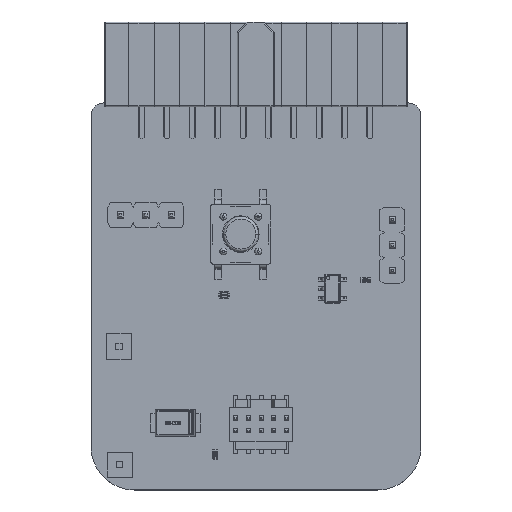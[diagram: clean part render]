
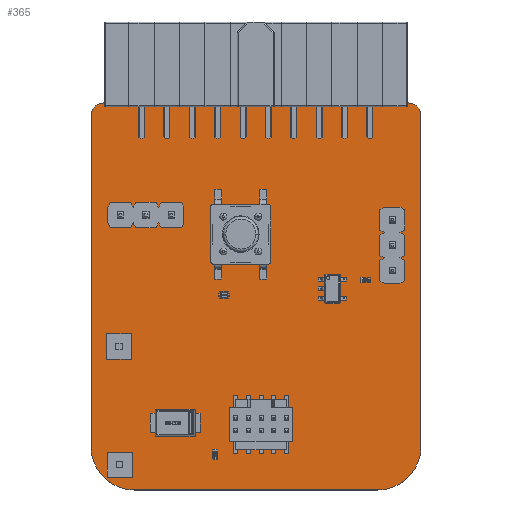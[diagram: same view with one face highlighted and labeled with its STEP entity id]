
A CAD part, top view. The second image highlights one B-rep face of the part: STEP entity #365.
In plain terms, the highlighted planar face has unit normal (0, 0, 1).
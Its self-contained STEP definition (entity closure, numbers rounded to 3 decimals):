
#100 = VERTEX_POINT('',#101);
#101 = CARTESIAN_POINT('',(0.,4.336,2.14));
#107 = EDGE_CURVE('',#100,#108,#110,.T.);
#108 = VERTEX_POINT('',#109);
#109 = CARTESIAN_POINT('',(0.,37.465,2.14));
#110 = LINE('',#111,#112);
#111 = CARTESIAN_POINT('',(0.,4.336,2.14));
#112 = VECTOR('',#113,1.);
#113 = DIRECTION('',(0.,1.,0.));
#138 = EDGE_CURVE('',#108,#139,#141,.T.);
#139 = VERTEX_POINT('',#140);
#140 = CARTESIAN_POINT('',(1.27,38.735,2.14));
#141 = CIRCLE('',#142,1.27);
#142 = AXIS2_PLACEMENT_3D('',#143,#144,#145);
#143 = CARTESIAN_POINT('',(1.27,37.465,2.14));
#144 = DIRECTION('',(0.,0.,-1.));
#145 = DIRECTION('',(-1.,0.,0.));
#171 = EDGE_CURVE('',#139,#172,#174,.T.);
#172 = VERTEX_POINT('',#173);
#173 = CARTESIAN_POINT('',(31.75,38.735,2.14));
#174 = LINE('',#175,#176);
#175 = CARTESIAN_POINT('',(1.27,38.735,2.14));
#176 = VECTOR('',#177,1.);
#177 = DIRECTION('',(1.,0.,0.));
#202 = EDGE_CURVE('',#172,#203,#205,.T.);
#203 = VERTEX_POINT('',#204);
#204 = CARTESIAN_POINT('',(33.02,37.465,2.14));
#205 = CIRCLE('',#206,1.27);
#206 = AXIS2_PLACEMENT_3D('',#207,#208,#209);
#207 = CARTESIAN_POINT('',(31.75,37.465,2.14));
#208 = DIRECTION('',(0.,0.,-1.));
#209 = DIRECTION('',(0.,1.,0.));
#235 = EDGE_CURVE('',#203,#236,#238,.T.);
#236 = VERTEX_POINT('',#237);
#237 = CARTESIAN_POINT('',(33.02,4.336,2.14));
#238 = LINE('',#239,#240);
#239 = CARTESIAN_POINT('',(33.02,37.465,2.14));
#240 = VECTOR('',#241,1.);
#241 = DIRECTION('',(0.,-1.,0.));
#266 = EDGE_CURVE('',#236,#267,#269,.T.);
#267 = VERTEX_POINT('',#268);
#268 = CARTESIAN_POINT('',(28.684,0.,2.14));
#269 = CIRCLE('',#270,4.336);
#270 = AXIS2_PLACEMENT_3D('',#271,#272,#273);
#271 = CARTESIAN_POINT('',(28.684,4.336,2.14));
#272 = DIRECTION('',(0.,0.,-1.));
#273 = DIRECTION('',(1.,0.,0.));
#299 = EDGE_CURVE('',#267,#300,#302,.T.);
#300 = VERTEX_POINT('',#301);
#301 = CARTESIAN_POINT('',(4.336,0.,2.14));
#302 = LINE('',#303,#304);
#303 = CARTESIAN_POINT('',(28.684,0.,2.14));
#304 = VECTOR('',#305,1.);
#305 = DIRECTION('',(-1.,0.,0.));
#330 = EDGE_CURVE('',#300,#100,#331,.T.);
#331 = CIRCLE('',#332,4.336);
#332 = AXIS2_PLACEMENT_3D('',#333,#334,#335);
#333 = CARTESIAN_POINT('',(4.336,4.336,2.14));
#334 = DIRECTION('',(0.,0.,-1.));
#335 = DIRECTION('',(0.,-1.,-0.));
#365 = ADVANCED_FACE('',(#366),#376,.F.);
#366 = FACE_BOUND('',#367,.F.);
#367 = EDGE_LOOP('',(#368,#369,#370,#371,#372,#373,#374,#375));
#368 = ORIENTED_EDGE('',*,*,#107,.T.);
#369 = ORIENTED_EDGE('',*,*,#138,.T.);
#370 = ORIENTED_EDGE('',*,*,#171,.T.);
#371 = ORIENTED_EDGE('',*,*,#202,.T.);
#372 = ORIENTED_EDGE('',*,*,#235,.T.);
#373 = ORIENTED_EDGE('',*,*,#266,.T.);
#374 = ORIENTED_EDGE('',*,*,#299,.T.);
#375 = ORIENTED_EDGE('',*,*,#330,.T.);
#376 = PLANE('',#377);
#377 = AXIS2_PLACEMENT_3D('',#378,#379,#380);
#378 = CARTESIAN_POINT('',(16.51,19.772,2.14));
#379 = DIRECTION('',(-0.,-0.,-1.));
#380 = DIRECTION('',(-1.,0.,0.));
